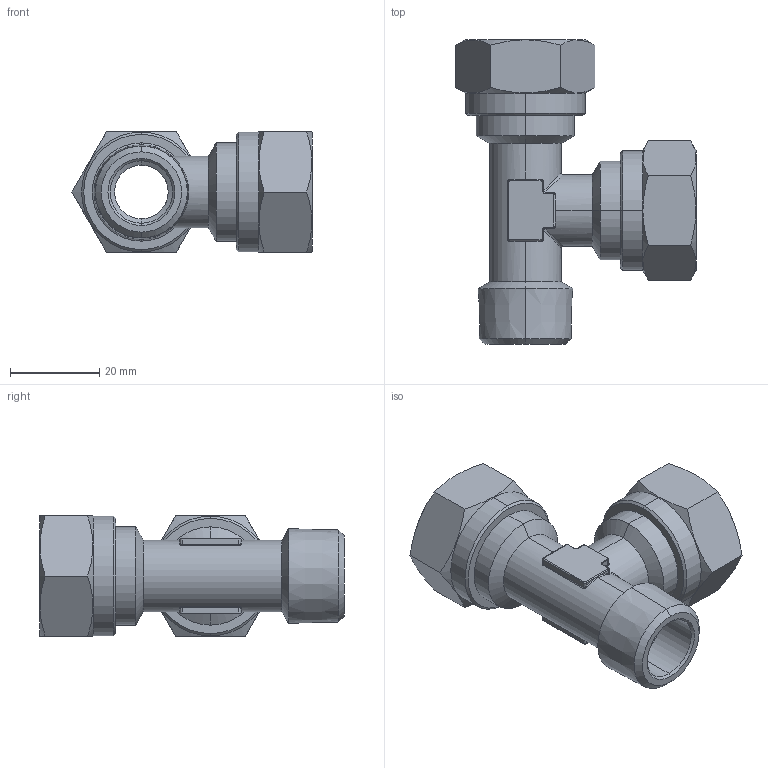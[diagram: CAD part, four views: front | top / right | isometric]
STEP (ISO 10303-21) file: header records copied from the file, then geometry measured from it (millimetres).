
FILE_DESCRIPTION (( 'STEP AP203' ), '1' );
FILE_NAME ('03100084.STEP', '2011-11-02T16:06:49', ( '' ), ( 'sopra-pneumatic' ), 'SwSTEP 2.0', 'SolidWorks 2011', '' );
FILE_SCHEMA (( 'CONFIG_CONTROL_DESIGN' ));
Length unit declared in the file: millimetre
Products named in the file (1): 03100084
Bounding box: 53.85 x 68.26 x 27 mm (x, y, z)
Volume: 23465.4 mm3; surface area: 12625 mm2
Topology: 1 solids, 1 shells, 183 faces, 424 edges, 246 vertices
Faces by surface type: cylinder 66, plane 37, cone 30, bspline 26, torus 24
Entity records: 5975 total; most frequent: CARTESIAN_POINT 1902, ORIENTED_EDGE 848, DIRECTION 840, EDGE_CURVE 424, AXIS2_PLACEMENT_3D 344, VERTEX_POINT 246, EDGE_LOOP 190, CIRCLE 186
